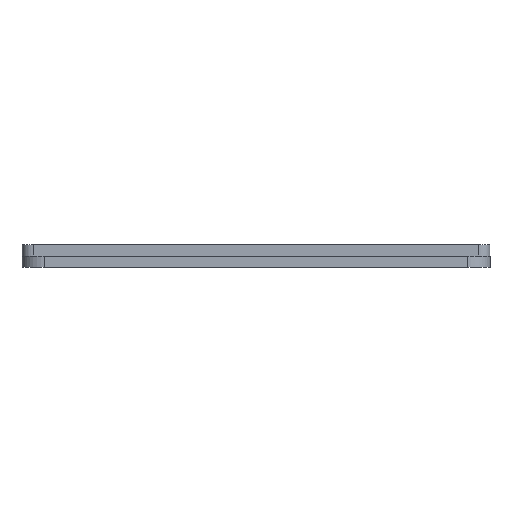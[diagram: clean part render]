
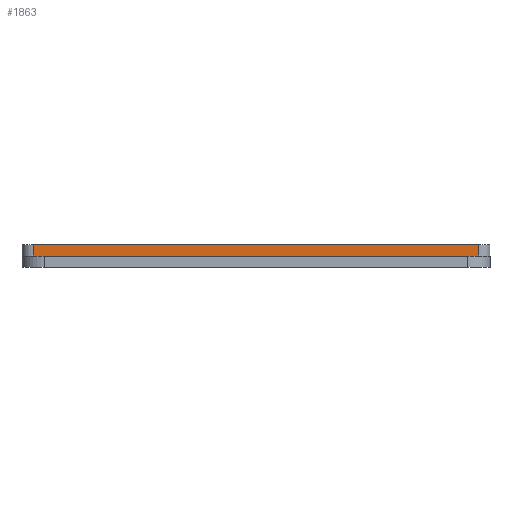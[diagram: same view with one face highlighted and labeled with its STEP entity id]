
A CAD part, left-side view. The second image highlights one B-rep face of the part: STEP entity #1863.
In plain terms, the highlighted planar face has unit normal (-1, 0, 0).
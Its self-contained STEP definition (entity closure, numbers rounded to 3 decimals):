
#174=PLANE('',#2125);
#259=FACE_OUTER_BOUND('',#442,.T.);
#442=EDGE_LOOP('',(#1659,#1660,#1661,#1662));
#529=LINE('',#3039,#634);
#538=LINE('',#3102,#643);
#539=LINE('',#3106,#644);
#568=LINE('',#3204,#673);
#634=VECTOR('',#2498,10.);
#643=VECTOR('',#2559,10.);
#644=VECTOR('',#2564,10.);
#673=VECTOR('',#2683,10.);
#920=VERTEX_POINT('',#3036);
#921=VERTEX_POINT('',#3038);
#949=VERTEX_POINT('',#3100);
#950=VERTEX_POINT('',#3104);
#1132=EDGE_CURVE('',#921,#920,#529,.T.);
#1164=EDGE_CURVE('',#949,#920,#538,.T.);
#1166=EDGE_CURVE('',#921,#950,#539,.T.);
#1215=EDGE_CURVE('',#950,#949,#568,.T.);
#1659=ORIENTED_EDGE('',*,*,#1164,.F.);
#1660=ORIENTED_EDGE('',*,*,#1215,.F.);
#1661=ORIENTED_EDGE('',*,*,#1166,.F.);
#1662=ORIENTED_EDGE('',*,*,#1132,.T.);
#1863=ADVANCED_FACE('',(#259),#174,.T.);
#2125=AXIS2_PLACEMENT_3D('',#3203,#2681,#2682);
#2498=DIRECTION('',(0.,-1.,0.));
#2559=DIRECTION('',(0.,0.,-1.));
#2564=DIRECTION('',(0.,0.,1.));
#2681=DIRECTION('center_axis',(-1.,0.,0.));
#2682=DIRECTION('ref_axis',(0.,-1.,0.));
#2683=DIRECTION('',(0.,-1.,0.));
#3036=CARTESIAN_POINT('',(-62.5,-59.5,3.));
#3038=CARTESIAN_POINT('',(-62.5,59.5,3.));
#3039=CARTESIAN_POINT('',(-62.5,62.5,3.));
#3100=CARTESIAN_POINT('',(-62.5,-59.5,6.));
#3102=CARTESIAN_POINT('',(-62.5,-59.5,3.));
#3104=CARTESIAN_POINT('',(-62.5,59.5,6.));
#3106=CARTESIAN_POINT('',(-62.5,59.5,3.));
#3203=CARTESIAN_POINT('Origin',(-62.5,62.5,3.));
#3204=CARTESIAN_POINT('',(-62.5,62.5,6.));
